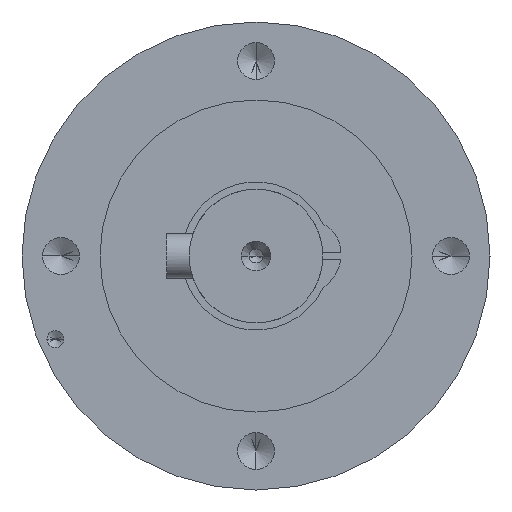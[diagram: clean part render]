
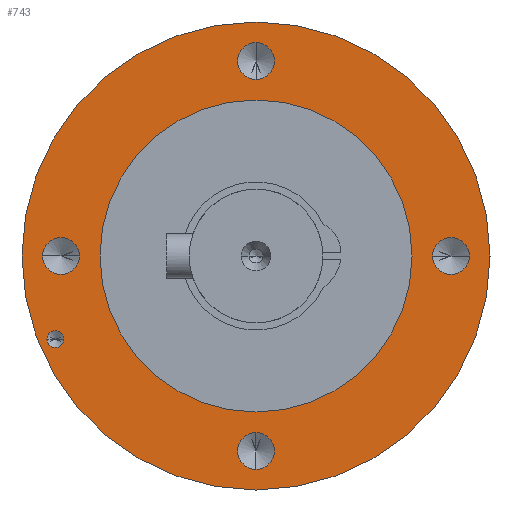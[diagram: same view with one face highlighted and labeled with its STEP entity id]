
A CAD part, left-side view. The second image highlights one B-rep face of the part: STEP entity #743.
In plain terms, the highlighted planar face has unit normal (-1, 0, 0).
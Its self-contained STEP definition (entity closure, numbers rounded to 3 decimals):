
#1=CARTESIAN_POINT('',(0.,0.,0.));
#2=DIRECTION('',(-1.,0.,0.));
#3=DIRECTION('',(0.,1.,0.));
#4=AXIS2_PLACEMENT_3D('',#1,#2,#3);
#6=CARTESIAN_POINT('',(0.,0.,0.));
#7=DIRECTION('',(1.,0.,0.));
#8=DIRECTION('',(0.,1.,0.));
#9=AXIS2_PLACEMENT_3D('',#6,#7,#8);
#11=CARTESIAN_POINT('',(0.,17.5,0.));
#12=DIRECTION('',(-1.,0.,0.));
#13=DIRECTION('',(0.,1.,0.));
#14=AXIS2_PLACEMENT_3D('',#11,#12,#13);
#16=CARTESIAN_POINT('',(0.,17.5,0.));
#17=DIRECTION('',(-1.,0.,0.));
#18=DIRECTION('',(0.,-1.,0.));
#19=AXIS2_PLACEMENT_3D('',#16,#17,#18);
#21=CARTESIAN_POINT('',(0.,0.,17.5));
#22=DIRECTION('',(-1.,0.,0.));
#23=DIRECTION('',(0.,0.,1.));
#24=AXIS2_PLACEMENT_3D('',#21,#22,#23);
#26=CARTESIAN_POINT('',(0.,0.,17.5));
#27=DIRECTION('',(-1.,0.,0.));
#28=DIRECTION('',(0.,0.,-1.));
#29=AXIS2_PLACEMENT_3D('',#26,#27,#28);
#31=CARTESIAN_POINT('',(0.,-17.5,0.));
#32=DIRECTION('',(-1.,0.,0.));
#33=DIRECTION('',(0.,-1.,0.));
#34=AXIS2_PLACEMENT_3D('',#31,#32,#33);
#36=CARTESIAN_POINT('',(0.,-17.5,0.));
#37=DIRECTION('',(-1.,0.,0.));
#38=DIRECTION('',(0.,1.,0.));
#39=AXIS2_PLACEMENT_3D('',#36,#37,#38);
#41=CARTESIAN_POINT('',(0.,0.,-17.5));
#42=DIRECTION('',(-1.,0.,0.));
#43=DIRECTION('',(0.,0.,-1.));
#44=AXIS2_PLACEMENT_3D('',#41,#42,#43);
#46=CARTESIAN_POINT('',(0.,0.,-17.5));
#47=DIRECTION('',(-1.,0.,0.));
#48=DIRECTION('',(0.,0.,1.));
#49=AXIS2_PLACEMENT_3D('',#46,#47,#48);
#51=CARTESIAN_POINT('',(0.,18.016,-7.462));
#52=DIRECTION('',(-1.,0.,0.));
#53=DIRECTION('',(0.,1.,0.));
#54=AXIS2_PLACEMENT_3D('',#51,#52,#53);
#56=CARTESIAN_POINT('',(0.,18.016,-7.462));
#57=DIRECTION('',(-1.,0.,0.));
#58=DIRECTION('',(0.,-1.,0.));
#59=AXIS2_PLACEMENT_3D('',#56,#57,#58);
#61=CARTESIAN_POINT('',(0.,0.,0.));
#62=DIRECTION('',(1.,0.,0.));
#63=DIRECTION('',(0.,1.,0.));
#64=AXIS2_PLACEMENT_3D('',#61,#62,#63);
#74=CARTESIAN_POINT('',(0.,0.,0.));
#75=DIRECTION('',(-1.,0.,0.));
#76=DIRECTION('',(0.,1.,0.));
#77=AXIS2_PLACEMENT_3D('',#74,#75,#76);
#553=CARTESIAN_POINT('',(0.,14.,0.));
#555=VERTEX_POINT('',#553);
#557=CARTESIAN_POINT('',(0.,-14.,0.));
#559=VERTEX_POINT('',#557);
#579=CARTESIAN_POINT('',(0.,19.15,0.));
#580=CARTESIAN_POINT('',(0.,15.85,0.));
#581=VERTEX_POINT('',#579);
#582=VERTEX_POINT('',#580);
#589=CARTESIAN_POINT('',(0.,0.,19.15));
#590=CARTESIAN_POINT('',(0.,0.,15.85));
#591=VERTEX_POINT('',#589);
#592=VERTEX_POINT('',#590);
#599=CARTESIAN_POINT('',(0.,-19.15,0.));
#600=CARTESIAN_POINT('',(0.,-15.85,0.));
#601=VERTEX_POINT('',#599);
#602=VERTEX_POINT('',#600);
#609=CARTESIAN_POINT('',(0.,0.,-19.15));
#610=CARTESIAN_POINT('',(0.,0.,-15.85));
#611=VERTEX_POINT('',#609);
#612=VERTEX_POINT('',#610);
#660=CARTESIAN_POINT('',(0.,21.,0.));
#661=CARTESIAN_POINT('',(0.,-21.,0.));
#662=VERTEX_POINT('',#660);
#663=VERTEX_POINT('',#661);
#692=CARTESIAN_POINT('',(0.,18.766,-7.462));
#693=CARTESIAN_POINT('',(0.,17.266,-7.462));
#694=VERTEX_POINT('',#692);
#695=VERTEX_POINT('',#693);
#696=CARTESIAN_POINT('',(0.,0.,0.));
#697=DIRECTION('',(1.,0.,0.));
#698=DIRECTION('',(0.,-1.,0.));
#699=AXIS2_PLACEMENT_3D('',#696,#697,#698);
#700=PLANE('',#699);
#702=ORIENTED_EDGE('',*,*,#701,.F.);
#704=ORIENTED_EDGE('',*,*,#703,.T.);
#705=EDGE_LOOP('',(#702,#704));
#706=FACE_OUTER_BOUND('',#705,.F.);
#708=ORIENTED_EDGE('',*,*,#707,.F.);
#710=ORIENTED_EDGE('',*,*,#709,.T.);
#711=EDGE_LOOP('',(#708,#710));
#712=FACE_BOUND('',#711,.F.);
#714=ORIENTED_EDGE('',*,*,#713,.T.);
#716=ORIENTED_EDGE('',*,*,#715,.T.);
#717=EDGE_LOOP('',(#714,#716));
#718=FACE_BOUND('',#717,.F.);
#720=ORIENTED_EDGE('',*,*,#719,.T.);
#722=ORIENTED_EDGE('',*,*,#721,.T.);
#723=EDGE_LOOP('',(#720,#722));
#724=FACE_BOUND('',#723,.F.);
#726=ORIENTED_EDGE('',*,*,#725,.T.);
#728=ORIENTED_EDGE('',*,*,#727,.T.);
#729=EDGE_LOOP('',(#726,#728));
#730=FACE_BOUND('',#729,.F.);
#732=ORIENTED_EDGE('',*,*,#731,.T.);
#734=ORIENTED_EDGE('',*,*,#733,.T.);
#735=EDGE_LOOP('',(#732,#734));
#736=FACE_BOUND('',#735,.F.);
#738=ORIENTED_EDGE('',*,*,#737,.T.);
#740=ORIENTED_EDGE('',*,*,#739,.T.);
#741=EDGE_LOOP('',(#738,#740));
#742=FACE_BOUND('',#741,.F.);
#5=CIRCLE('',#4,21.);
#10=CIRCLE('',#9,21.);
#15=CIRCLE('',#14,1.65);
#20=CIRCLE('',#19,1.65);
#25=CIRCLE('',#24,1.65);
#30=CIRCLE('',#29,1.65);
#35=CIRCLE('',#34,1.65);
#40=CIRCLE('',#39,1.65);
#45=CIRCLE('',#44,1.65);
#50=CIRCLE('',#49,1.65);
#55=CIRCLE('',#54,0.75);
#60=CIRCLE('',#59,0.75);
#65=CIRCLE('',#64,14.);
#78=CIRCLE('',#77,14.);
#701=EDGE_CURVE('',#662,#663,#5,.T.);
#703=EDGE_CURVE('',#662,#663,#10,.T.);
#707=EDGE_CURVE('',#555,#559,#65,.T.);
#709=EDGE_CURVE('',#555,#559,#78,.T.);
#713=EDGE_CURVE('',#581,#582,#15,.T.);
#715=EDGE_CURVE('',#582,#581,#20,.T.);
#719=EDGE_CURVE('',#591,#592,#25,.T.);
#721=EDGE_CURVE('',#592,#591,#30,.T.);
#725=EDGE_CURVE('',#601,#602,#35,.T.);
#727=EDGE_CURVE('',#602,#601,#40,.T.);
#731=EDGE_CURVE('',#611,#612,#45,.T.);
#733=EDGE_CURVE('',#612,#611,#50,.T.);
#737=EDGE_CURVE('',#694,#695,#55,.T.);
#739=EDGE_CURVE('',#695,#694,#60,.T.);
#743=ADVANCED_FACE('',(#706,#712,#718,#724,#730,#736,#742),#700,.F.);
